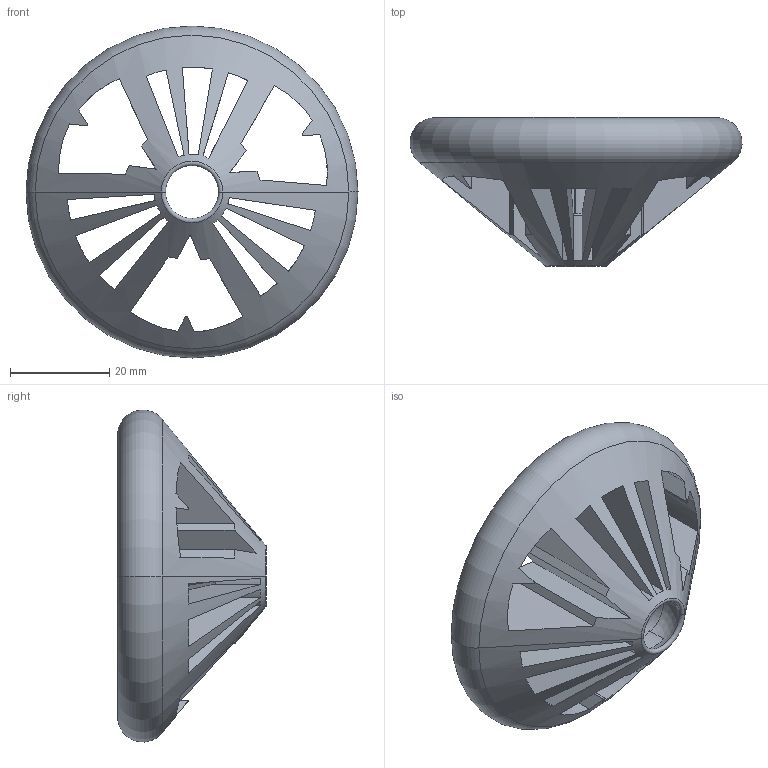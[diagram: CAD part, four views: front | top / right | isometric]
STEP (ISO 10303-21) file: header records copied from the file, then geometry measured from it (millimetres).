
FILE_DESCRIPTION((''),'2;1');
FILE_NAME('CONE_07_1','2025-12-14T18:17:05',('zadro'),(''),'CREO PARAMETRIC BY PTC INC, 2025102','CREO PARAMETRIC BY PTC INC, 2025102','');
FILE_SCHEMA(('CONFIG_CONTROL_DESIGN'));
Length unit declared in the file: inch
Products named in the file (1): CONE_07_1
Bounding box: 66.98 x 30.01 x 66.98 mm (x, y, z)
Volume: 25937.9 mm3; surface area: 16053.5 mm2
Topology: 1 solids, 1 shells, 161 faces, 480 edges, 311 vertices
Faces by surface type: plane 55, cylinder 39, bspline 36, torus 24, cone 5, sphere 2
Entity records: 7704 total; most frequent: CARTESIAN_POINT 3626, ORIENTED_EDGE 960, DIRECTION 725, EDGE_CURVE 480, VERTEX_POINT 311, AXIS2_PLACEMENT_3D 291, EDGE_LOOP 177, B_SPLINE_CURVE_WITH_KNOTS 171
